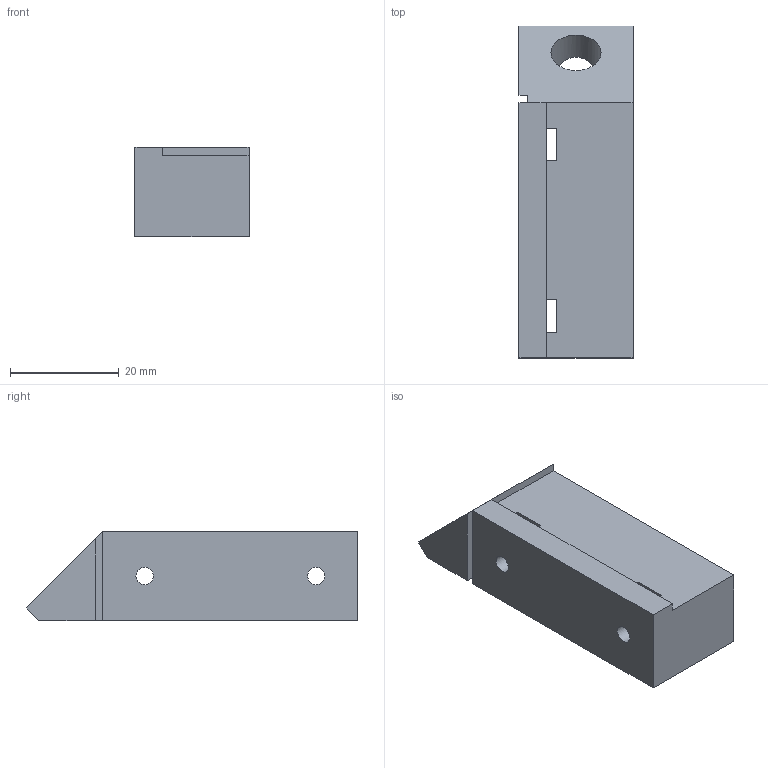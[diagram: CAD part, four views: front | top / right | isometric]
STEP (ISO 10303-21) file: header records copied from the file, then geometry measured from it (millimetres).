
FILE_DESCRIPTION(('FreeCAD Model'),'2;1');
FILE_NAME('Open CASCADE Shape Model','2024-12-15T02:12:49',(''),(''), 'Open CASCADE STEP processor 7.8','FreeCAD','Unknown');
FILE_SCHEMA(('AUTOMOTIVE_DESIGN { 1 0 10303 214 1 1 1 1 }'));
Length unit declared in the file: millimetre
Products named in the file (1): lens_and_arm_mount
Bounding box: 21 x 61.14 x 16.5 mm (x, y, z)
Volume: 9569.1 mm3; surface area: 5854.9 mm2
Topology: 1 solids, 1 shells, 30 faces, 97 edges, 64 vertices
Faces by surface type: plane 27, cylinder 3
Full cylindrical faces by diameter (mm): 3.2 x2, 9.25 x1
Entity records: 1094 total; most frequent: ORIENTED_EDGE 194, CARTESIAN_POINT 192, DIRECTION 167, EDGE_CURVE 97, LINE 89, VECTOR 89, VERTEX_POINT 64, AXIS2_PLACEMENT_3D 39
